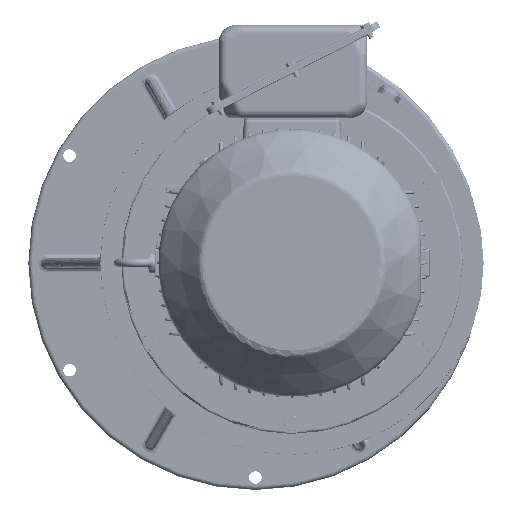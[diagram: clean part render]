
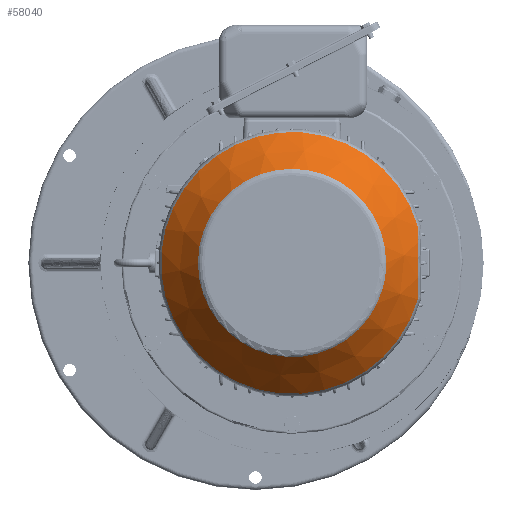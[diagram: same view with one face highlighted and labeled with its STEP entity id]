
A CAD part, left-side view. The second image highlights one B-rep face of the part: STEP entity #58040.
In plain terms, the highlighted conical face has half-angle 40 degrees and reference radius 160.7 mm.
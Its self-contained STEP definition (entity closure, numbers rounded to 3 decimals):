
#2922 = CARTESIAN_POINT ( 'NONE',  ( -539.524, 84.826, 36.422 ) ) ;
#10840 = DIRECTION ( 'NONE',  ( 1., 0., 0. ) ) ;
#11115 = EDGE_LOOP ( 'NONE', ( #96693, #185740 ) ) ;
#13404 = DIRECTION ( 'NONE',  ( 0., 1., 0. ) ) ;
#14571 = DIRECTION ( 'NONE',  ( 1., 0., 0. ) ) ;
#17268 = VERTEX_POINT ( 'NONE', #189230 ) ;
#30005 = DIRECTION ( 'NONE',  ( 0., 1., 0. ) ) ;
#32062 = CONICAL_SURFACE ( 'NONE', #69558, 160.7, 0.698 ) ;
#35838 = CARTESIAN_POINT ( 'NONE',  ( -537.46, 84.959, -43.537 ) ) ;
#53418 = CARTESIAN_POINT ( 'NONE',  ( -541.348, 84.707, -29.268 ) ) ;
#58040 = ADVANCED_FACE ( 'NONE', ( #191351, #172599 ), #32062, .T. ) ;
#65766 = B_SPLINE_CURVE_WITH_KNOTS ( 'NONE', 3,
 ( #35838, #160069, #53418, #68750, #142452, #86296, #107308, #140154, #89752, #211753, #123734, #145922, #79092, #2922, #202230, #198740 ),
 .UNSPECIFIED., .F., .F.,
 ( 4, 2, 2, 2, 2, 2, 2, 4 ),
 ( 0., 0.022, 0.028, 0.033, 0.044, 0.066, 0.078, 0.089 ),
 .UNSPECIFIED. ) ;
#68542 = CARTESIAN_POINT ( 'NONE',  ( -590.128, 236., 0. ) ) ;
#68680 = CARTESIAN_POINT ( 'NONE',  ( -537.46, 236., 0. ) ) ;
#68750 = CARTESIAN_POINT ( 'NONE',  ( -542.794, 84.609, -20.146 ) ) ;
#69558 = AXIS2_PLACEMENT_3D ( 'NONE', #227762, #10840, #210117 ) ;
#79092 = CARTESIAN_POINT ( 'NONE',  ( -541.218, 84.715, 29.207 ) ) ;
#86296 = CARTESIAN_POINT ( 'NONE',  ( -543.488, 84.562, -14.637 ) ) ;
#86447 = VERTEX_POINT ( 'NONE', #224533 ) ;
#89752 = CARTESIAN_POINT ( 'NONE',  ( -544.255, 84.509, -3.586 ) ) ;
#96693 = ORIENTED_EDGE ( 'NONE', *, *, #216866, .T. ) ;
#107308 = CARTESIAN_POINT ( 'NONE',  ( -543.672, 84.549, -12.789 ) ) ;
#109150 = AXIS2_PLACEMENT_3D ( 'NONE', #68680, #120194, #30005 ) ;
#120194 = DIRECTION ( 'NONE',  ( -1., 0., 0. ) ) ;
#123734 = CARTESIAN_POINT ( 'NONE',  ( -543.657, 84.551, 14.704 ) ) ;
#132402 = AXIS2_PLACEMENT_3D ( 'NONE', #68542, #14571, #13404 ) ;
#140154 = CARTESIAN_POINT ( 'NONE',  ( -544.111, 84.519, -7.261 ) ) ;
#142452 = CARTESIAN_POINT ( 'NONE',  ( -543.049, 84.592, -18.315 ) ) ;
#143421 = CIRCLE ( 'NONE', #132402, 112.997 ) ;
#145558 = EDGE_LOOP ( 'NONE', ( #228597 ) ) ;
#145922 = CARTESIAN_POINT ( 'NONE',  ( -541.932, 84.667, 25.587 ) ) ;
#150933 = CARTESIAN_POINT ( 'NONE',  ( -590.128, 348.997, 0. ) ) ;
#160069 = CARTESIAN_POINT ( 'NONE',  ( -539.64, 84.82, -36.451 ) ) ;
#172599 = FACE_OUTER_BOUND ( 'NONE', #11115, .T. ) ;
#185740 = ORIENTED_EDGE ( 'NONE', *, *, #209197, .T. ) ;
#189230 = CARTESIAN_POINT ( 'NONE',  ( -537.46, 84.959, 43.537 ) ) ;
#191351 = FACE_BOUND ( 'NONE', #145558, .T. ) ;
#198740 = CARTESIAN_POINT ( 'NONE',  ( -537.46, 84.959, 43.537 ) ) ;
#202230 = CARTESIAN_POINT ( 'NONE',  ( -538.55, 84.89, 39.995 ) ) ;
#209197 = EDGE_CURVE ( 'NONE', #86447, #17268, #65766, .T. ) ;
#210117 = DIRECTION ( 'NONE',  ( 0., -1., 0. ) ) ;
#211753 = CARTESIAN_POINT ( 'NONE',  ( -544.249, 84.51, 7.412 ) ) ;
#216866 = EDGE_CURVE ( 'NONE', #17268, #86447, #217831, .T. ) ;
#217831 = CIRCLE ( 'NONE', #109150, 157.191 ) ;
#219084 = VERTEX_POINT ( 'NONE', #150933 ) ;
#219386 = EDGE_CURVE ( 'NONE', #219084, #219084, #143421, .T. ) ;
#224533 = CARTESIAN_POINT ( 'NONE',  ( -537.46, 84.959, -43.537 ) ) ;
#227762 = CARTESIAN_POINT ( 'NONE',  ( -533.278, 236., 0. ) ) ;
#228597 = ORIENTED_EDGE ( 'NONE', *, *, #219386, .T. ) ;
